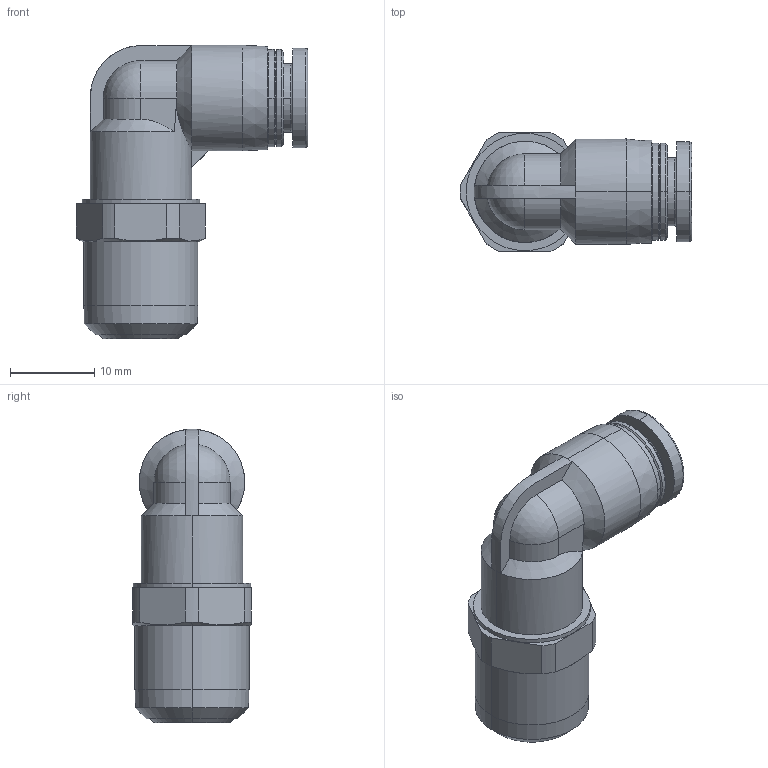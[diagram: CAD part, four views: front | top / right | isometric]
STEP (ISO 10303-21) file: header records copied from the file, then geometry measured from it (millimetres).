
FILE_DESCRIPTION(/* description */ ('AP214 STEP file'),/* implementation_level */ '2;1');
FILE_NAME(/* name */ 'JKL1''4-N2_U_.stp',/* time_stamp */ '2021-12-23T18:13:29+09:00',/* author */ (''),/* organization */ (''),/* preprocessor_version */ 'ST-DEVELOPER v17.1',/* originating_system */ 'Elysium Co. Ltd. STEP Translator v8.1.0.6',/* authorisation */ '');
FILE_SCHEMA (('AUTOMOTIVE_DESIGN { 1 0 10303 214 3 1 1 }'));
Length unit declared in the file: millimetre
Products named in the file (1): JKL1'4-N2_U_
Bounding box: 27.4 x 14 x 34.75 mm (x, y, z)
Volume: 5042.5 mm3; surface area: 2616.5 mm2
Topology: 1 solids, 1 shells, 84 faces, 198 edges, 122 vertices
Faces by surface type: cylinder 30, plane 25, cone 22, torus 4, sphere 2, bspline 1
Entity records: 1909 total; most frequent: ORIENTED_EDGE 392, CARTESIAN_POINT 307, EDGE_CURVE 196, AXIS2_PLACEMENT_3D 184, VERTEX_POINT 122, CIRCLE 92, EDGE_LOOP 92, ADVANCED_FACE 84
